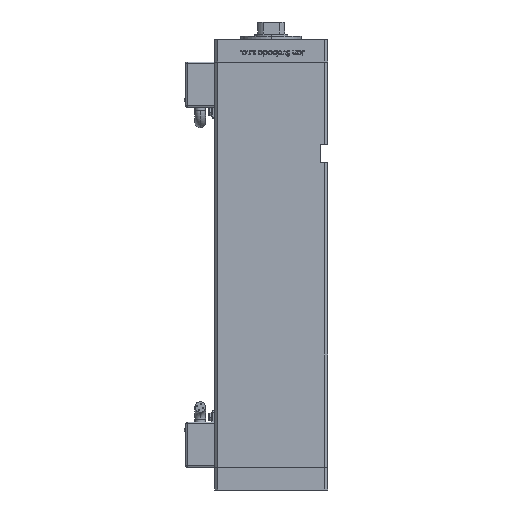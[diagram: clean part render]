
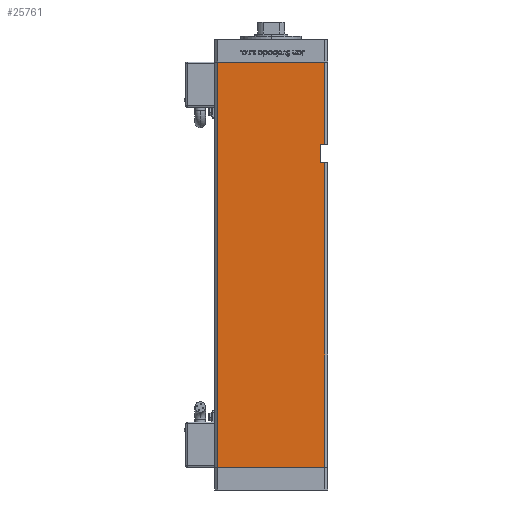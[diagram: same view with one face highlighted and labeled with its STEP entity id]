
A CAD part, left-side view. The second image highlights one B-rep face of the part: STEP entity #25761.
In plain terms, the highlighted planar face has unit normal (-1, 0, 0).
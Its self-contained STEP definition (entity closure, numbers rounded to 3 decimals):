
#1370 = ORIENTED_EDGE ( 'NONE', *, *, #23289, .F. ) ;
#1926 = VECTOR ( 'NONE', #3210, 1000. ) ;
#2616 = CARTESIAN_POINT ( 'NONE',  ( -42.5, -35.5, 268.5 ) ) ;
#3210 = DIRECTION ( 'NONE',  ( 0., -1., 0. ) ) ;
#3227 = LINE ( 'NONE', #12608, #31351 ) ;
#3400 = LINE ( 'NONE', #47139, #18682 ) ;
#3953 = VECTOR ( 'NONE', #27817, 1000. ) ;
#4097 = LINE ( 'NONE', #30226, #5003 ) ;
#4922 = AXIS2_PLACEMENT_3D ( 'NONE', #42969, #43260, #37868 ) ;
#5003 = VECTOR ( 'NONE', #47560, 1000. ) ;
#5390 = CARTESIAN_POINT ( 'NONE',  ( -42.5, -32.5, 214. ) ) ;
#6895 = ORIENTED_EDGE ( 'NONE', *, *, #33548, .T. ) ;
#7465 = LINE ( 'NONE', #42152, #1926 ) ;
#8042 = CARTESIAN_POINT ( 'NONE',  ( -42.5, -35.5, 268.5 ) ) ;
#8453 = CARTESIAN_POINT ( 'NONE',  ( -42.5, 35.5, 0. ) ) ;
#9812 = EDGE_CURVE ( 'NONE', #36091, #27550, #54457, .T. ) ;
#10292 = VERTEX_POINT ( 'NONE', #25926 ) ;
#10329 = EDGE_CURVE ( 'NONE', #10292, #24780, #3227, .T. ) ;
#10939 = VERTEX_POINT ( 'NONE', #8453 ) ;
#12219 = DIRECTION ( 'NONE',  ( 0., -1., 0. ) ) ;
#12282 = DIRECTION ( 'NONE',  ( 0., 0., -1. ) ) ;
#12608 = CARTESIAN_POINT ( 'NONE',  ( -42.5, -32.5, 202. ) ) ;
#15527 = CARTESIAN_POINT ( 'NONE',  ( -42.5, -32.5, 214. ) ) ;
#16314 = DIRECTION ( 'NONE',  ( 0., -1., 0. ) ) ;
#16326 = CARTESIAN_POINT ( 'NONE',  ( -42.5, -35.5, 0. ) ) ;
#17110 = VECTOR ( 'NONE', #28281, 1000. ) ;
#18158 = CARTESIAN_POINT ( 'NONE',  ( -42.5, 35.5, 268.5 ) ) ;
#18470 = EDGE_CURVE ( 'NONE', #31354, #21506, #7465, .T. ) ;
#18682 = VECTOR ( 'NONE', #12219, 1000. ) ;
#21506 = VERTEX_POINT ( 'NONE', #31459 ) ;
#21704 = ORIENTED_EDGE ( 'NONE', *, *, #10329, .F. ) ;
#23289 = EDGE_CURVE ( 'NONE', #21506, #27550, #37850, .T. ) ;
#24315 = LINE ( 'NONE', #8042, #17110 ) ;
#24780 = VERTEX_POINT ( 'NONE', #46586 ) ;
#25384 = ORIENTED_EDGE ( 'NONE', *, *, #18470, .F. ) ;
#25614 = FACE_OUTER_BOUND ( 'NONE', #37079, .T. ) ;
#25761 = ADVANCED_FACE ( 'NONE', ( #25614 ), #50664, .F. ) ;
#25926 = CARTESIAN_POINT ( 'NONE',  ( -42.5, -32.5, 202. ) ) ;
#27004 = ORIENTED_EDGE ( 'NONE', *, *, #47923, .F. ) ;
#27550 = VERTEX_POINT ( 'NONE', #46898 ) ;
#27817 = DIRECTION ( 'NONE',  ( 0., 0., -1. ) ) ;
#28281 = DIRECTION ( 'NONE',  ( 0., 0., -1. ) ) ;
#28596 = VECTOR ( 'NONE', #55315, 1000. ) ;
#30226 = CARTESIAN_POINT ( 'NONE',  ( -42.5, 35.5, 268.5 ) ) ;
#31351 = VECTOR ( 'NONE', #16314, 1000. ) ;
#31354 = VERTEX_POINT ( 'NONE', #18158 ) ;
#31459 = CARTESIAN_POINT ( 'NONE',  ( -42.5, -35.5, 268.5 ) ) ;
#32158 = ORIENTED_EDGE ( 'NONE', *, *, #9812, .T. ) ;
#33127 = ORIENTED_EDGE ( 'NONE', *, *, #40525, .F. ) ;
#33548 = EDGE_CURVE ( 'NONE', #10939, #44248, #3400, .T. ) ;
#36091 = VERTEX_POINT ( 'NONE', #37613 ) ;
#37079 = EDGE_LOOP ( 'NONE', ( #33127, #21704, #27004, #32158, #1370, #25384, #48918, #6895 ) ) ;
#37613 = CARTESIAN_POINT ( 'NONE',  ( -42.5, -32.5, 214. ) ) ;
#37850 = LINE ( 'NONE', #2616, #46590 ) ;
#37868 = DIRECTION ( 'NONE',  ( 0., 1., 0. ) ) ;
#40525 = EDGE_CURVE ( 'NONE', #24780, #44248, #24315, .T. ) ;
#42152 = CARTESIAN_POINT ( 'NONE',  ( -42.5, 35.5, 268.5 ) ) ;
#42969 = CARTESIAN_POINT ( 'NONE',  ( -42.5, 35.5, 268.5 ) ) ;
#43260 = DIRECTION ( 'NONE',  ( 1., 0., 0. ) ) ;
#44048 = LINE ( 'NONE', #5390, #3953 ) ;
#44248 = VERTEX_POINT ( 'NONE', #16326 ) ;
#46586 = CARTESIAN_POINT ( 'NONE',  ( -42.5, -35.5, 202. ) ) ;
#46590 = VECTOR ( 'NONE', #12282, 1000. ) ;
#46898 = CARTESIAN_POINT ( 'NONE',  ( -42.5, -35.5, 214. ) ) ;
#47139 = CARTESIAN_POINT ( 'NONE',  ( -42.5, 35.5, 0. ) ) ;
#47560 = DIRECTION ( 'NONE',  ( 0., 0., -1. ) ) ;
#47923 = EDGE_CURVE ( 'NONE', #36091, #10292, #44048, .T. ) ;
#48918 = ORIENTED_EDGE ( 'NONE', *, *, #53334, .T. ) ;
#50664 = PLANE ( 'NONE',  #4922 ) ;
#53334 = EDGE_CURVE ( 'NONE', #31354, #10939, #4097, .T. ) ;
#54457 = LINE ( 'NONE', #15527, #28596 ) ;
#55315 = DIRECTION ( 'NONE',  ( 0., -1., 0. ) ) ;
